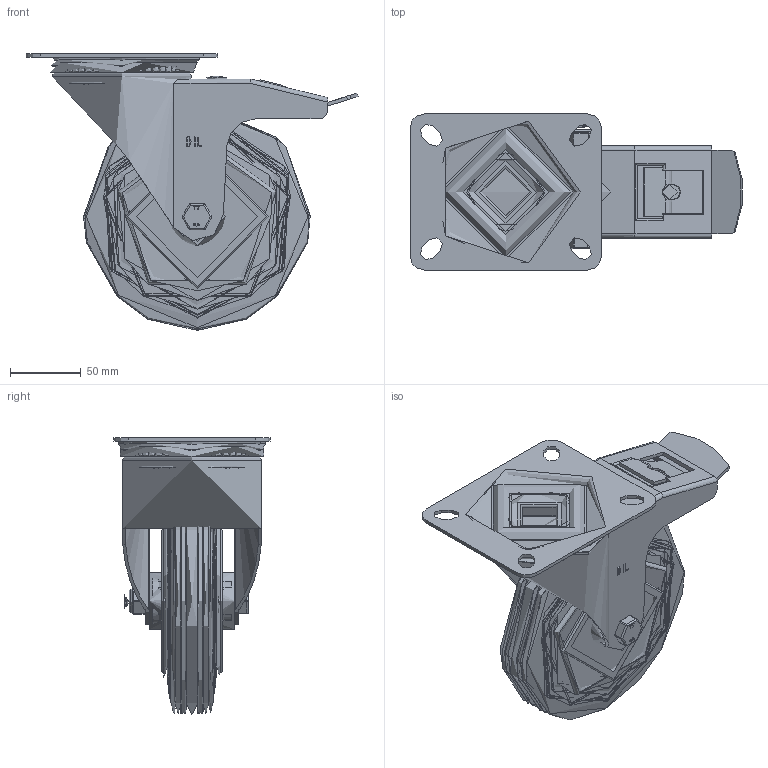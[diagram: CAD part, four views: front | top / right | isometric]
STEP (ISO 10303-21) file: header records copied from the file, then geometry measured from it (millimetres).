
FILE_DESCRIPTION(/* description */ ('','CAx-IF Rec.Pracs.---Representation and Presentation of Product Manufacturing Information (PMI)---4.0---2014-10-13'),/* implementation_level */ '2;1');
FILE_NAME(/* name */ 'BZMM160PSBSWB.step',/* time_stamp */ '2024-12-06T14:26:53Z',/* author */ (''),/* organization */ (''),/* preprocessor_version */ 'ST-DEVELOPER v20',/* originating_system */ 'Autodesk Translation Framework v13.20.0.188',/* authorisation */ '');
FILE_SCHEMA (('AP242_MANAGED_MODEL_BASED_3D_ENGINEERING_MIM_LF { 1 0 10303 442 1 1 4 }'));
Products named in the file (31): BZMM160PSBSWB; BZMM160ASSWB/LITE v2; ZINC PLATED, PRESSED STEEL TOP PLATE (1); ZINC PLATED, PRESSED STEEL TOP PLATE Geometry (1); BALL BEARINGS (1); Component1 (1); ZINC PLATED, PRESSED STEEL FORKS (1); BEARING SEAL (1); ZINC PLATED, PRESSED STEEL BRAKE PEDAL (1); BRAKE PAD (1); BRAKE PAD Geometry; BOLT; NUT; BRAKE BOLT; BZH160WPSRB v1; RUBBER TYRE; POLYPROPYLENE RIM; POLYPROPYLENE RIM Geometry; CAP; ROLLER BEARING; CAGE; Pattern; Component1 (2); TUBEM20X60 v1; ZINC PLATED STEEL TUBE; HEXBOLTM12X80Z8.8 v2; GRADE 8.8 ZINC PLATED BOLT; NYLOCM12Z v1; NYLOC NUT; NUT (1); RUBBER
Assembly tree (76 placements, depth 5):
  BZMM160PSBSWB
    BZMM160ASSWB/LITE v2
      ZINC PLATED, PRESSED STEEL TOP PLATE (1)
        ZINC PLATED, PRESSED STEEL TOP PLATE Geometry (1)
        BALL BEARINGS (1)
          Component1 (1)  x40
      ZINC PLATED, PRESSED STEEL FORKS (1)
      BEARING SEAL (1)
      ZINC PLATED, PRESSED STEEL BRAKE PEDAL (1)
      BRAKE PAD (1)
        BRAKE PAD Geometry
        BOLT
        NUT
        BRAKE BOLT
    BZH160WPSRB v1
      RUBBER TYRE
      POLYPROPYLENE RIM
        POLYPROPYLENE RIM Geometry
        CAP
      ROLLER BEARING
        CAGE
        Pattern
          Component1 (2)  x8
    TUBEM20X60 v1
      ZINC PLATED STEEL TUBE
    HEXBOLTM12X80Z8.8 v2
      GRADE 8.8 ZINC PLATED BOLT
    NYLOCM12Z v1
      NYLOC NUT
        NUT (1)
        RUBBER
Bounding box: 233.89 x 110 x 195 mm (x, y, z)
Volume: 780609.5 mm3; surface area: 291354.6 mm2
Topology: 64 solids, 64 shells, 914 faces, 2348 edges, 1497 vertices
Faces by surface type: plane 335, cylinder 210, bspline 182, torus 82, sphere 59, cone 46
Full cylindrical faces by diameter (mm): 7.5 x8, 8 x4, 9.836 x18, 11 x2, 11.834 x18, 12 x3, 12.2 x2, 12.5 x1, 14 x3, 18 x1, 18.5 x1, 19.9 x1, 20 x3, 33.75 x1, 34 x2, 34.9 x1, 35 x1, 39.75 x2, 40 x2, 50 x1, 78 x1, 85 x2, 94 x3, 98 x1, 101 x2, 109 x1, 158.4 x2
Entity records: 63503 total; most frequent: CARTESIAN_POINT 42452, ORIENTED_EDGE 4414, DIRECTION 3928, EDGE_CURVE 2207, AXIS2_PLACEMENT_3D 1508, VERTEX_POINT 1405, EDGE_LOOP 932, LINE 912
